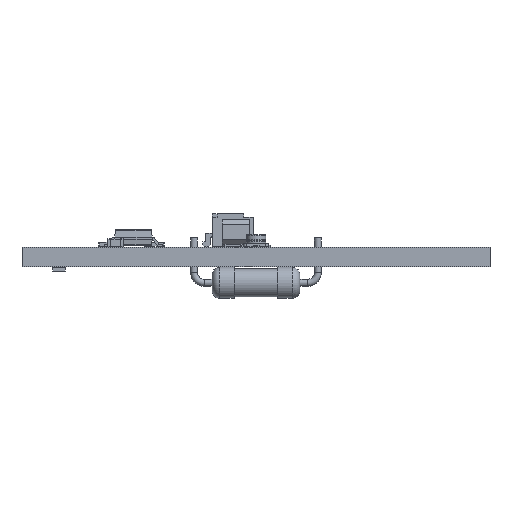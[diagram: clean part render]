
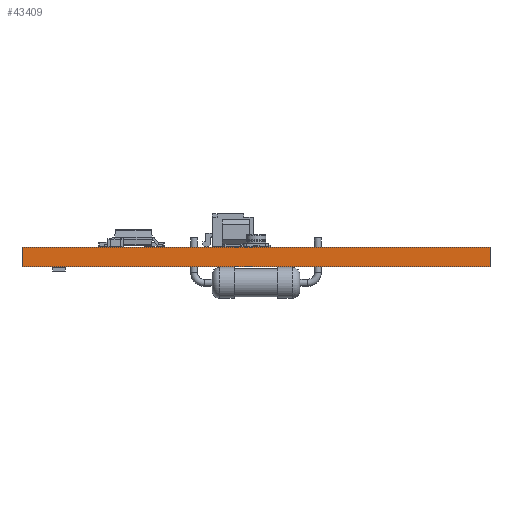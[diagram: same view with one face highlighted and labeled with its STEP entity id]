
A CAD part, left-side view. The second image highlights one B-rep face of the part: STEP entity #43409.
In plain terms, the highlighted planar face has unit normal (-1, 0, 0).
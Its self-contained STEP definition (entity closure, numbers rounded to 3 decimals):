
#42430 = PLANE('',#42431);
#42431 = AXIS2_PLACEMENT_3D('',#42432,#42433,#42434);
#42432 = CARTESIAN_POINT('',(99.561,-66.,2.));
#42433 = DIRECTION('',(-0.,-0.,-1.));
#42434 = DIRECTION('',(-1.,0.,0.));
#42484 = PLANE('',#42485);
#42485 = AXIS2_PLACEMENT_3D('',#42486,#42487,#42488);
#42486 = CARTESIAN_POINT('',(99.561,-66.,0.));
#42487 = DIRECTION('',(-0.,-0.,-1.));
#42488 = DIRECTION('',(-1.,0.,0.));
#42517 = PLANE('',#42518);
#42518 = AXIS2_PLACEMENT_3D('',#42519,#42520,#42521);
#42519 = CARTESIAN_POINT('',(75.,-42.,0.));
#42520 = DIRECTION('',(0.,1.,0.));
#42521 = DIRECTION('',(1.,0.,0.));
#42705 = VERTEX_POINT('',#42706);
#42706 = CARTESIAN_POINT('',(75.,-90.,0.));
#42720 = PLANE('',#42721);
#42721 = AXIS2_PLACEMENT_3D('',#42722,#42723,#42724);
#42722 = CARTESIAN_POINT('',(123.,-90.,0.));
#42723 = DIRECTION('',(0.,-1.,0.));
#42724 = DIRECTION('',(-1.,0.,0.));
#42732 = EDGE_CURVE('',#42705,#42733,#42735,.T.);
#42733 = VERTEX_POINT('',#42734);
#42734 = CARTESIAN_POINT('',(75.,-42.,0.));
#42735 = SURFACE_CURVE('',#42736,(#42740,#42747),.PCURVE_S1.);
#42736 = LINE('',#42737,#42738);
#42737 = CARTESIAN_POINT('',(75.,-90.,0.));
#42738 = VECTOR('',#42739,1.);
#42739 = DIRECTION('',(0.,1.,0.));
#42740 = PCURVE('',#42484,#42741);
#42741 = DEFINITIONAL_REPRESENTATION('',(#42742),#42746);
#42742 = LINE('',#42743,#42744);
#42743 = CARTESIAN_POINT('',(24.561,-24.));
#42744 = VECTOR('',#42745,1.);
#42745 = DIRECTION('',(0.,1.));
#42746 = ( GEOMETRIC_REPRESENTATION_CONTEXT(2) 
PARAMETRIC_REPRESENTATION_CONTEXT() REPRESENTATION_CONTEXT('2D SPACE',''
  ) );
#42747 = PCURVE('',#42748,#42753);
#42748 = PLANE('',#42749);
#42749 = AXIS2_PLACEMENT_3D('',#42750,#42751,#42752);
#42750 = CARTESIAN_POINT('',(75.,-90.,0.));
#42751 = DIRECTION('',(-1.,0.,0.));
#42752 = DIRECTION('',(0.,1.,0.));
#42753 = DEFINITIONAL_REPRESENTATION('',(#42754),#42758);
#42754 = LINE('',#42755,#42756);
#42755 = CARTESIAN_POINT('',(0.,0.));
#42756 = VECTOR('',#42757,1.);
#42757 = DIRECTION('',(1.,0.));
#42758 = ( GEOMETRIC_REPRESENTATION_CONTEXT(2) 
PARAMETRIC_REPRESENTATION_CONTEXT() REPRESENTATION_CONTEXT('2D SPACE',''
  ) );
#43079 = VERTEX_POINT('',#43080);
#43080 = CARTESIAN_POINT('',(75.,-90.,2.));
#43101 = EDGE_CURVE('',#43079,#43102,#43104,.T.);
#43102 = VERTEX_POINT('',#43103);
#43103 = CARTESIAN_POINT('',(75.,-42.,2.));
#43104 = SURFACE_CURVE('',#43105,(#43109,#43116),.PCURVE_S1.);
#43105 = LINE('',#43106,#43107);
#43106 = CARTESIAN_POINT('',(75.,-90.,2.));
#43107 = VECTOR('',#43108,1.);
#43108 = DIRECTION('',(0.,1.,0.));
#43109 = PCURVE('',#42430,#43110);
#43110 = DEFINITIONAL_REPRESENTATION('',(#43111),#43115);
#43111 = LINE('',#43112,#43113);
#43112 = CARTESIAN_POINT('',(24.561,-24.));
#43113 = VECTOR('',#43114,1.);
#43114 = DIRECTION('',(0.,1.));
#43115 = ( GEOMETRIC_REPRESENTATION_CONTEXT(2) 
PARAMETRIC_REPRESENTATION_CONTEXT() REPRESENTATION_CONTEXT('2D SPACE',''
  ) );
#43116 = PCURVE('',#42748,#43117);
#43117 = DEFINITIONAL_REPRESENTATION('',(#43118),#43122);
#43118 = LINE('',#43119,#43120);
#43119 = CARTESIAN_POINT('',(0.,-2.));
#43120 = VECTOR('',#43121,1.);
#43121 = DIRECTION('',(1.,0.));
#43122 = ( GEOMETRIC_REPRESENTATION_CONTEXT(2) 
PARAMETRIC_REPRESENTATION_CONTEXT() REPRESENTATION_CONTEXT('2D SPACE',''
  ) );
#43359 = EDGE_CURVE('',#42733,#43102,#43360,.T.);
#43360 = SURFACE_CURVE('',#43361,(#43365,#43372),.PCURVE_S1.);
#43361 = LINE('',#43362,#43363);
#43362 = CARTESIAN_POINT('',(75.,-42.,0.));
#43363 = VECTOR('',#43364,1.);
#43364 = DIRECTION('',(0.,0.,1.));
#43365 = PCURVE('',#42517,#43366);
#43366 = DEFINITIONAL_REPRESENTATION('',(#43367),#43371);
#43367 = LINE('',#43368,#43369);
#43368 = CARTESIAN_POINT('',(0.,0.));
#43369 = VECTOR('',#43370,1.);
#43370 = DIRECTION('',(0.,-1.));
#43371 = ( GEOMETRIC_REPRESENTATION_CONTEXT(2) 
PARAMETRIC_REPRESENTATION_CONTEXT() REPRESENTATION_CONTEXT('2D SPACE',''
  ) );
#43372 = PCURVE('',#42748,#43373);
#43373 = DEFINITIONAL_REPRESENTATION('',(#43374),#43378);
#43374 = LINE('',#43375,#43376);
#43375 = CARTESIAN_POINT('',(48.,0.));
#43376 = VECTOR('',#43377,1.);
#43377 = DIRECTION('',(0.,-1.));
#43378 = ( GEOMETRIC_REPRESENTATION_CONTEXT(2) 
PARAMETRIC_REPRESENTATION_CONTEXT() REPRESENTATION_CONTEXT('2D SPACE',''
  ) );
#43409 = ADVANCED_FACE('',(#43410),#42748,.T.);
#43410 = FACE_BOUND('',#43411,.T.);
#43411 = EDGE_LOOP('',(#43412,#43433,#43434,#43435));
#43412 = ORIENTED_EDGE('',*,*,#43413,.T.);
#43413 = EDGE_CURVE('',#42705,#43079,#43414,.T.);
#43414 = SURFACE_CURVE('',#43415,(#43419,#43426),.PCURVE_S1.);
#43415 = LINE('',#43416,#43417);
#43416 = CARTESIAN_POINT('',(75.,-90.,0.));
#43417 = VECTOR('',#43418,1.);
#43418 = DIRECTION('',(0.,0.,1.));
#43419 = PCURVE('',#42748,#43420);
#43420 = DEFINITIONAL_REPRESENTATION('',(#43421),#43425);
#43421 = LINE('',#43422,#43423);
#43422 = CARTESIAN_POINT('',(0.,0.));
#43423 = VECTOR('',#43424,1.);
#43424 = DIRECTION('',(0.,-1.));
#43425 = ( GEOMETRIC_REPRESENTATION_CONTEXT(2) 
PARAMETRIC_REPRESENTATION_CONTEXT() REPRESENTATION_CONTEXT('2D SPACE',''
  ) );
#43426 = PCURVE('',#42720,#43427);
#43427 = DEFINITIONAL_REPRESENTATION('',(#43428),#43432);
#43428 = LINE('',#43429,#43430);
#43429 = CARTESIAN_POINT('',(48.,0.));
#43430 = VECTOR('',#43431,1.);
#43431 = DIRECTION('',(0.,-1.));
#43432 = ( GEOMETRIC_REPRESENTATION_CONTEXT(2) 
PARAMETRIC_REPRESENTATION_CONTEXT() REPRESENTATION_CONTEXT('2D SPACE',''
  ) );
#43433 = ORIENTED_EDGE('',*,*,#43101,.T.);
#43434 = ORIENTED_EDGE('',*,*,#43359,.F.);
#43435 = ORIENTED_EDGE('',*,*,#42732,.F.);
